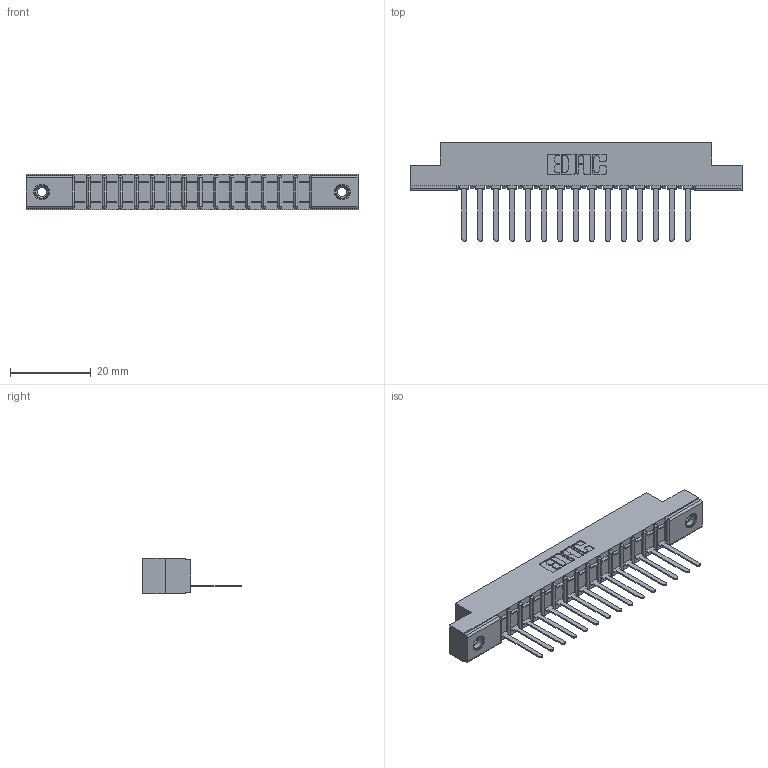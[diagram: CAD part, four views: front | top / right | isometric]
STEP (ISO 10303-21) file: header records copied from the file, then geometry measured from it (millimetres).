
FILE_DESCRIPTION (( 'STEP AP203' ), '1' );
FILE_NAME ('307-015-541-108.STEP', '2019-09-04T20:59:02', ( '' ), ( '' ), 'SwSTEP 2.0', 'SolidWorks 2016', '' );
FILE_SCHEMA (( 'CONFIG_CONTROL_DESIGN' ));
Length unit declared in the file: inch
Products named in the file (4): 345-250-001_345-250-003-102; 307-290-002_541; 307 Part_.156 Dia Mounting Holes; 307-015-541-108
Assembly tree (18 placements, depth 2):
  307-015-541-108
    307 Part_.156 Dia Mounting Holes
    307-290-002_541  x15
    345-250-001_345-250-003-102  x2
Bounding box: 82.45 x 24.59 x 8.71 mm (x, y, z)
Volume: 5475.2 mm3; surface area: 9843.7 mm2
Topology: 18 solids, 18 shells, 1304 faces, 3939 edges, 2574 vertices
Faces by surface type: plane 777, cylinder 479, sphere 32, cone 12, torus 4
Entity records: 18091 total; most frequent: CARTESIAN_POINT 3027, ORIENTED_EDGE 3010, DIRECTION 2963, EDGE_CURVE 1505, VECTOR 1139, LINE 1139, VERTEX_POINT 976, AXIS2_PLACEMENT_3D 912
